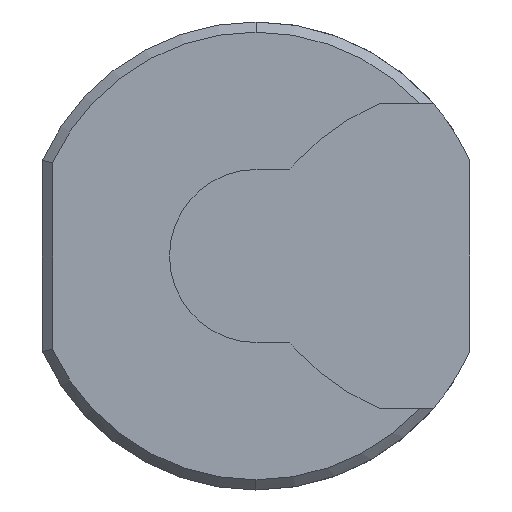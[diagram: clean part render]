
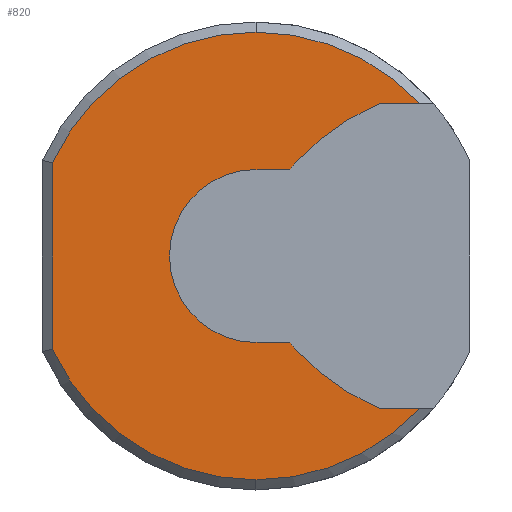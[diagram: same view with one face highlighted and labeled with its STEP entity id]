
A CAD part, left-side view. The second image highlights one B-rep face of the part: STEP entity #820.
In plain terms, the highlighted planar face has unit normal (-1, 0, 0).
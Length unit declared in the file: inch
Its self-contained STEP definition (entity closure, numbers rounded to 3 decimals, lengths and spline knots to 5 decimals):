
#137=CARTESIAN_POINT('',(-2.25,0.26562,0.));
#138=VERTEX_POINT('',#137);
#147=CARTESIAN_POINT('',(-2.25,0.,-0.26562));
#148=VERTEX_POINT('',#147);
#149=CARTESIAN_POINT('',(-2.25,0.,0.));
#150=DIRECTION('',(1.0,0.0,0.0));
#151=DIRECTION('',(0.0,1.0,0.0));
#152=AXIS2_PLACEMENT_3D('',#149,#150,#151);
#153=CIRCLE('',#152,0.26563);
#154=EDGE_CURVE('',#148,#138,#153,.T.);
#322=CARTESIAN_POINT('',(-2.25,0.,0.6875));
#323=VERTEX_POINT('',#322);
#330=CARTESIAN_POINT('',(-2.25,-0.50292,0.46875));
#331=VERTEX_POINT('',#330);
#332=CARTESIAN_POINT('',(-2.25,0.0,0.));
#333=DIRECTION('',(1.0,0.,0.));
#334=DIRECTION('',(0.,0.,1.0));
#335=AXIS2_PLACEMENT_3D('',#332,#333,#334);
#336=CIRCLE('',#335,0.6875);
#337=EDGE_CURVE('',#323,#331,#336,.T.);
#369=CARTESIAN_POINT('',(-2.25,0.,-0.6875));
#370=VERTEX_POINT('',#369);
#377=CARTESIAN_POINT('',(-2.25,0.625,-0.28641));
#378=VERTEX_POINT('',#377);
#379=CARTESIAN_POINT('',(-2.25,0.,0.));
#380=DIRECTION('',(1.0,0.,0.));
#381=DIRECTION('',(0.,0.,-1.0));
#382=AXIS2_PLACEMENT_3D('',#379,#380,#381);
#383=CIRCLE('',#382,0.6875);
#384=EDGE_CURVE('',#370,#378,#383,.T.);
#412=CARTESIAN_POINT('',(-2.25,-0.11896,-0.2831));
#413=VERTEX_POINT('',#412);
#422=CARTESIAN_POINT('',(-2.25,-0.382,-0.46875));
#423=VERTEX_POINT('',#422);
#424=CARTESIAN_POINT('',(-2.25,-0.64705,0.18596));
#425=DIRECTION('',(1.,0.,0.));
#426=DIRECTION('',(0.,0.748,-0.664));
#427=AXIS2_PLACEMENT_3D('',#424,#425,#426);
#428=CIRCLE('',#427,0.70633);
#429=EDGE_CURVE('',#423,#413,#428,.T.);
#475=CARTESIAN_POINT('',(-2.25,-0.11896,0.2831));
#476=VERTEX_POINT('',#475);
#485=CARTESIAN_POINT('',(-2.25,-0.10394,0.26563));
#486=VERTEX_POINT('',#485);
#487=CARTESIAN_POINT('',(-2.25,-0.64705,-0.18596));
#488=DIRECTION('',(1.,0.,0.));
#489=DIRECTION('',(0.,0.748,0.664));
#490=AXIS2_PLACEMENT_3D('',#487,#488,#489);
#491=CIRCLE('',#490,0.70633);
#492=EDGE_CURVE('',#486,#476,#491,.T.);
#674=CARTESIAN_POINT('',(-2.25,-0.382,0.46875));
#675=VERTEX_POINT('',#674);
#682=CARTESIAN_POINT('',(-2.25,-0.64705,-0.18596));
#683=DIRECTION('',(1.,0.,0.));
#684=DIRECTION('',(0.,0.748,0.664));
#685=AXIS2_PLACEMENT_3D('',#682,#683,#684);
#686=CIRCLE('',#685,0.70633);
#687=EDGE_CURVE('',#476,#675,#686,.T.);
#707=CARTESIAN_POINT('',(-2.25,-0.10394,-0.26562));
#708=VERTEX_POINT('',#707);
#715=CARTESIAN_POINT('',(-2.25,-0.64705,0.18596));
#716=DIRECTION('',(1.,0.,0.));
#717=DIRECTION('',(0.,0.748,-0.664));
#718=AXIS2_PLACEMENT_3D('',#715,#716,#717);
#719=CIRCLE('',#718,0.70633);
#720=EDGE_CURVE('',#413,#708,#719,.T.);
#731=CARTESIAN_POINT('',(-2.25,0.,0.26563));
#732=VERTEX_POINT('',#731);
#733=CARTESIAN_POINT('',(-2.25,0.,0.26563));
#734=DIRECTION('',(0.0,-1.0,0.0));
#735=VECTOR('',#734,0.10394);
#736=LINE('',#733,#735);
#737=EDGE_CURVE('',#732,#486,#736,.T.);
#756=CARTESIAN_POINT('',(-2.25,0.65625,0.29315));
#757=DIRECTION('',(-1.0,0.0,0.0));
#758=DIRECTION('',(0.0,0.0,1.0));
#759=AXIS2_PLACEMENT_3D('',#756,#757,#758);
#760=PLANE('',#759);
#761=ORIENTED_EDGE('',*,*,#492,.T.);
#762=ORIENTED_EDGE('',*,*,#687,.T.);
#763=CARTESIAN_POINT('',(-2.25,-0.382,0.46875));
#764=DIRECTION('',(0.0,-1.0,0.0));
#765=VECTOR('',#764,0.12092);
#766=LINE('',#763,#765);
#767=EDGE_CURVE('',#675,#331,#766,.T.);
#768=ORIENTED_EDGE('',*,*,#767,.T.);
#769=ORIENTED_EDGE('',*,*,#337,.F.);
#770=CARTESIAN_POINT('',(-2.25,0.625,0.28641));
#771=VERTEX_POINT('',#770);
#772=CARTESIAN_POINT('',(-2.25,0.0,0.));
#773=DIRECTION('',(1.0,0.,0.));
#774=DIRECTION('',(0.,0.,1.0));
#775=AXIS2_PLACEMENT_3D('',#772,#773,#774);
#776=CIRCLE('',#775,0.6875);
#777=EDGE_CURVE('',#771,#323,#776,.T.);
#778=ORIENTED_EDGE('',*,*,#777,.F.);
#779=CARTESIAN_POINT('',(-2.25,0.625,-0.28641));
#780=DIRECTION('',(0.0,0.0,1.0));
#781=VECTOR('',#780,0.57282);
#782=LINE('',#779,#781);
#783=EDGE_CURVE('',#378,#771,#782,.T.);
#784=ORIENTED_EDGE('',*,*,#783,.F.);
#785=ORIENTED_EDGE('',*,*,#384,.F.);
#786=CARTESIAN_POINT('',(-2.25,-0.50292,-0.46875));
#787=VERTEX_POINT('',#786);
#788=CARTESIAN_POINT('',(-2.25,0.,0.));
#789=DIRECTION('',(1.0,0.,0.));
#790=DIRECTION('',(0.,0.,-1.0));
#791=AXIS2_PLACEMENT_3D('',#788,#789,#790);
#792=CIRCLE('',#791,0.6875);
#793=EDGE_CURVE('',#787,#370,#792,.T.);
#794=ORIENTED_EDGE('',*,*,#793,.F.);
#795=CARTESIAN_POINT('',(-2.25,-0.50292,-0.46875));
#796=DIRECTION('',(0.0,1.0,0.0));
#797=VECTOR('',#796,0.12092);
#798=LINE('',#795,#797);
#799=EDGE_CURVE('',#787,#423,#798,.T.);
#800=ORIENTED_EDGE('',*,*,#799,.T.);
#801=ORIENTED_EDGE('',*,*,#429,.T.);
#802=ORIENTED_EDGE('',*,*,#720,.T.);
#803=CARTESIAN_POINT('',(-2.25,-0.10394,-0.26562));
#804=DIRECTION('',(0.0,1.0,0.0));
#805=VECTOR('',#804,0.10394);
#806=LINE('',#803,#805);
#807=EDGE_CURVE('',#708,#148,#806,.T.);
#808=ORIENTED_EDGE('',*,*,#807,.T.);
#809=ORIENTED_EDGE('',*,*,#154,.T.);
#810=CARTESIAN_POINT('',(-2.25,0.,0.));
#811=DIRECTION('',(1.0,0.0,0.0));
#812=DIRECTION('',(0.0,1.0,0.0));
#813=AXIS2_PLACEMENT_3D('',#810,#811,#812);
#814=CIRCLE('',#813,0.26563);
#815=EDGE_CURVE('',#138,#732,#814,.T.);
#816=ORIENTED_EDGE('',*,*,#815,.T.);
#817=ORIENTED_EDGE('',*,*,#737,.T.);
#818=EDGE_LOOP('',(#761,#762,#768,#769,#778,#784,#785,#794,#800,#801,#802,#808,#809,#816,#817));
#819=FACE_OUTER_BOUND('',#818,.T.);
#820=ADVANCED_FACE('',(#819),#760,.T.);
